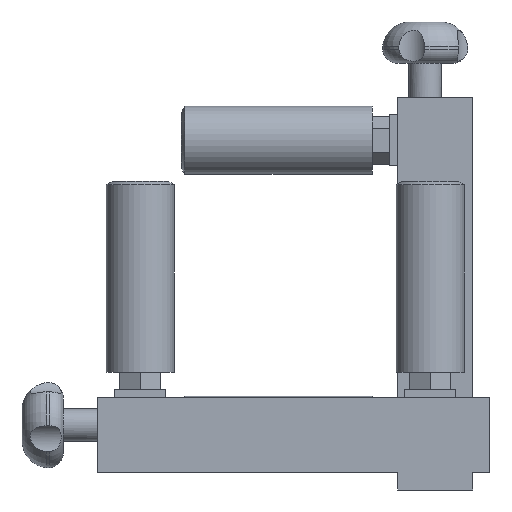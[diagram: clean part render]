
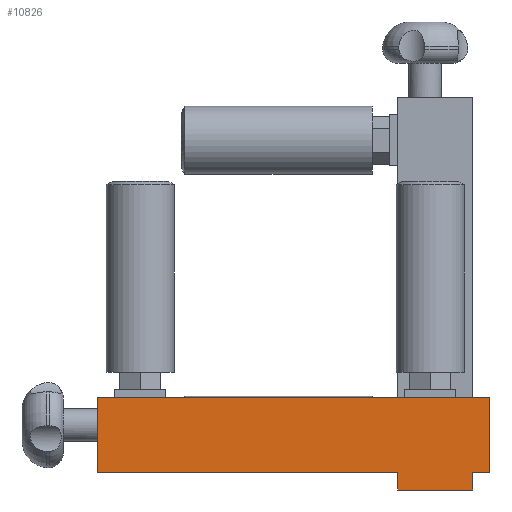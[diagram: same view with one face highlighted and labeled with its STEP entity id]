
A CAD part, left-side view. The second image highlights one B-rep face of the part: STEP entity #10826.
In plain terms, the highlighted planar face has unit normal (-1, 0, 0).
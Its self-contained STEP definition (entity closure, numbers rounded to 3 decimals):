
#46 = CARTESIAN_POINT ( 'NONE',  ( -75., 0., -120. ) ) ;
#399 = CARTESIAN_POINT ( 'NONE',  ( -75., -10., -66. ) ) ;
#468 = EDGE_CURVE ( 'NONE', #3471, #953, #10532, .T. ) ;
#867 = LINE ( 'NONE', #3783, #9556 ) ;
#953 = VERTEX_POINT ( 'NONE', #3622 ) ;
#1022 = LINE ( 'NONE', #4909, #9791 ) ;
#1531 = CARTESIAN_POINT ( 'NONE',  ( -75., 44., -110. ) ) ;
#2142 = DIRECTION ( 'NONE',  ( 0., -1., 0. ) ) ;
#2165 = AXIS2_PLACEMENT_3D ( 'NONE', #8842, #7070, #6940 ) ;
#2331 = ORIENTED_EDGE ( 'NONE', *, *, #3385, .F. ) ;
#2615 = ORIENTED_EDGE ( 'NONE', *, *, #6063, .F. ) ;
#2791 = CARTESIAN_POINT ( 'NONE',  ( -75., 0., -110. ) ) ;
#2910 = VECTOR ( 'NONE', #8987, 1000. ) ;
#2939 = VECTOR ( 'NONE', #2142, 1000. ) ;
#2988 = VECTOR ( 'NONE', #5281, 1000. ) ;
#3135 = DIRECTION ( 'NONE',  ( 0., 0., 1. ) ) ;
#3385 = EDGE_CURVE ( 'NONE', #9125, #11200, #10020, .T. ) ;
#3471 = VERTEX_POINT ( 'NONE', #399 ) ;
#3512 = ORIENTED_EDGE ( 'NONE', *, *, #468, .F. ) ;
#3622 = CARTESIAN_POINT ( 'NONE',  ( -75., -10., -110. ) ) ;
#3674 = CARTESIAN_POINT ( 'NONE',  ( -75., 44., -120. ) ) ;
#3783 = CARTESIAN_POINT ( 'NONE',  ( -75., 0., -0.748 ) ) ;
#3993 = CARTESIAN_POINT ( 'NONE',  ( -75., 220., -66. ) ) ;
#4424 = VERTEX_POINT ( 'NONE', #3993 ) ;
#4860 = PLANE ( 'NONE',  #2165 ) ;
#4909 = CARTESIAN_POINT ( 'NONE',  ( -75., 44., -0.748 ) ) ;
#5281 = DIRECTION ( 'NONE',  ( 0., 1., 0. ) ) ;
#5451 = EDGE_CURVE ( 'NONE', #9988, #7495, #867, .T. ) ;
#5830 = VECTOR ( 'NONE', #8890, 1000. ) ;
#5927 = CARTESIAN_POINT ( 'NONE',  ( -75., 143.397, -110. ) ) ;
#6063 = EDGE_CURVE ( 'NONE', #11200, #4424, #8067, .T. ) ;
#6183 = CARTESIAN_POINT ( 'NONE',  ( -75., 143.397, -66. ) ) ;
#6432 = VECTOR ( 'NONE', #3135, 1000. ) ;
#6717 = ORIENTED_EDGE ( 'NONE', *, *, #8357, .T. ) ;
#6858 = ORIENTED_EDGE ( 'NONE', *, *, #11221, .T. ) ;
#6940 = DIRECTION ( 'NONE',  ( 0., 0., 1. ) ) ;
#7070 = DIRECTION ( 'NONE',  ( -1., 0., 0. ) ) ;
#7259 = CARTESIAN_POINT ( 'NONE',  ( -75., 109.252, -110. ) ) ;
#7430 = EDGE_CURVE ( 'NONE', #7495, #10159, #9920, .T. ) ;
#7469 = DIRECTION ( 'NONE',  ( 0., 0., -1. ) ) ;
#7495 = VERTEX_POINT ( 'NONE', #10241 ) ;
#8067 = LINE ( 'NONE', #12037, #6432 ) ;
#8072 = EDGE_CURVE ( 'NONE', #9988, #953, #11036, .T. ) ;
#8357 = EDGE_CURVE ( 'NONE', #9125, #10159, #1022, .T. ) ;
#8842 = CARTESIAN_POINT ( 'NONE',  ( -75., 143.397, -110. ) ) ;
#8890 = DIRECTION ( 'NONE',  ( 0., 1., 0. ) ) ;
#8987 = DIRECTION ( 'NONE',  ( 0., 1., 0. ) ) ;
#9125 = VERTEX_POINT ( 'NONE', #1531 ) ;
#9146 = ORIENTED_EDGE ( 'NONE', *, *, #8072, .T. ) ;
#9421 = ORIENTED_EDGE ( 'NONE', *, *, #5451, .F. ) ;
#9556 = VECTOR ( 'NONE', #9584, 1000. ) ;
#9584 = DIRECTION ( 'NONE',  ( 0., 0., -1. ) ) ;
#9791 = VECTOR ( 'NONE', #11934, 1000. ) ;
#9920 = LINE ( 'NONE', #46, #5830 ) ;
#9988 = VERTEX_POINT ( 'NONE', #2791 ) ;
#10020 = LINE ( 'NONE', #5927, #2910 ) ;
#10159 = VERTEX_POINT ( 'NONE', #3674 ) ;
#10241 = CARTESIAN_POINT ( 'NONE',  ( -75., 0., -120. ) ) ;
#10281 = LINE ( 'NONE', #6183, #2988 ) ;
#10532 = LINE ( 'NONE', #11705, #10751 ) ;
#10751 = VECTOR ( 'NONE', #7469, 1000. ) ;
#10826 = ADVANCED_FACE ( 'NONE', ( #11031 ), #4860, .T. ) ;
#11031 = FACE_OUTER_BOUND ( 'NONE', #12647, .T. ) ;
#11036 = LINE ( 'NONE', #7259, #2939 ) ;
#11200 = VERTEX_POINT ( 'NONE', #12221 ) ;
#11221 = EDGE_CURVE ( 'NONE', #3471, #4424, #10281, .T. ) ;
#11705 = CARTESIAN_POINT ( 'NONE',  ( -75., -10., -66. ) ) ;
#11934 = DIRECTION ( 'NONE',  ( 0., 0., -1. ) ) ;
#12037 = CARTESIAN_POINT ( 'NONE',  ( -75., 220., -110. ) ) ;
#12221 = CARTESIAN_POINT ( 'NONE',  ( -75., 220., -110. ) ) ;
#12463 = ORIENTED_EDGE ( 'NONE', *, *, #7430, .F. ) ;
#12647 = EDGE_LOOP ( 'NONE', ( #2331, #6717, #12463, #9421, #9146, #3512, #6858, #2615 ) ) ;
